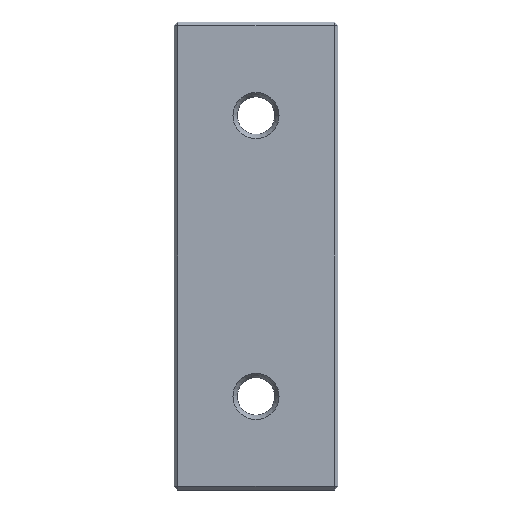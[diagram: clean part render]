
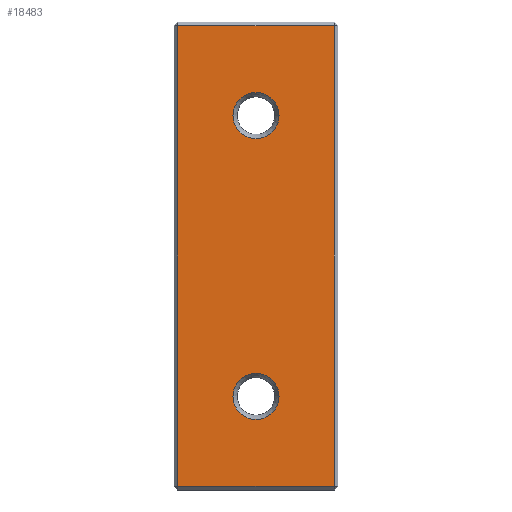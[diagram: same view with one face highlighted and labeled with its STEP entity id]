
A CAD part, front view. The second image highlights one B-rep face of the part: STEP entity #18483.
In plain terms, the highlighted planar face has unit normal (0, -1, 0).
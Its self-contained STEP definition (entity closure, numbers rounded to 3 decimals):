
#4485 = PLANE('',#4486);
#4486 = AXIS2_PLACEMENT_3D('',#4487,#4488,#4489);
#4487 = CARTESIAN_POINT('',(-3.5,0.075,0.075));
#4488 = DIRECTION('',(0.,0.707,0.707));
#4489 = DIRECTION('',(1.,0.,0.));
#4850 = PLANE('',#4851);
#4851 = AXIS2_PLACEMENT_3D('',#4852,#4853,#4854);
#4852 = CARTESIAN_POINT('',(-3.5,0.075,19.925));
#4853 = DIRECTION('',(0.,-0.707,0.707));
#4854 = DIRECTION('',(1.,0.,0.));
#5129 = VERTEX_POINT('',#5130);
#5130 = CARTESIAN_POINT('',(-3.35,0.,0.15));
#5151 = EDGE_CURVE('',#5129,#5152,#5154,.T.);
#5152 = VERTEX_POINT('',#5153);
#5153 = CARTESIAN_POINT('',(3.35,0.,0.15));
#5154 = SURFACE_CURVE('',#5155,(#5159,#5166),.PCURVE_S1.);
#5155 = LINE('',#5156,#5157);
#5156 = CARTESIAN_POINT('',(-3.5,0.,0.15));
#5157 = VECTOR('',#5158,1.);
#5158 = DIRECTION('',(1.,0.,0.));
#5159 = PCURVE('',#4485,#5160);
#5160 = DEFINITIONAL_REPRESENTATION('',(#5161),#5165);
#5161 = LINE('',#5162,#5163);
#5162 = CARTESIAN_POINT('',(0.,-0.106));
#5163 = VECTOR('',#5164,1.);
#5164 = DIRECTION('',(1.,0.));
#5165 = ( GEOMETRIC_REPRESENTATION_CONTEXT(2) 
PARAMETRIC_REPRESENTATION_CONTEXT() REPRESENTATION_CONTEXT('2D SPACE',''
  ) );
#5166 = PCURVE('',#5167,#5172);
#5167 = PLANE('',#5168);
#5168 = AXIS2_PLACEMENT_3D('',#5169,#5170,#5171);
#5169 = CARTESIAN_POINT('',(-3.5,0.,0.));
#5170 = DIRECTION('',(0.,1.,0.));
#5171 = DIRECTION('',(1.,0.,0.));
#5172 = DEFINITIONAL_REPRESENTATION('',(#5173),#5177);
#5173 = LINE('',#5174,#5175);
#5174 = CARTESIAN_POINT('',(0.,-0.15));
#5175 = VECTOR('',#5176,1.);
#5176 = DIRECTION('',(1.,0.));
#5177 = ( GEOMETRIC_REPRESENTATION_CONTEXT(2) 
PARAMETRIC_REPRESENTATION_CONTEXT() REPRESENTATION_CONTEXT('2D SPACE',''
  ) );
#5723 = VERTEX_POINT('',#5724);
#5724 = CARTESIAN_POINT('',(-3.35,0.,19.85));
#5745 = EDGE_CURVE('',#5723,#5746,#5748,.T.);
#5746 = VERTEX_POINT('',#5747);
#5747 = CARTESIAN_POINT('',(3.35,0.,19.85));
#5748 = SURFACE_CURVE('',#5749,(#5753,#5760),.PCURVE_S1.);
#5749 = LINE('',#5750,#5751);
#5750 = CARTESIAN_POINT('',(-3.5,0.,19.85));
#5751 = VECTOR('',#5752,1.);
#5752 = DIRECTION('',(1.,0.,0.));
#5753 = PCURVE('',#4850,#5754);
#5754 = DEFINITIONAL_REPRESENTATION('',(#5755),#5759);
#5755 = LINE('',#5756,#5757);
#5756 = CARTESIAN_POINT('',(0.,-0.106));
#5757 = VECTOR('',#5758,1.);
#5758 = DIRECTION('',(1.,0.));
#5759 = ( GEOMETRIC_REPRESENTATION_CONTEXT(2) 
PARAMETRIC_REPRESENTATION_CONTEXT() REPRESENTATION_CONTEXT('2D SPACE',''
  ) );
#5760 = PCURVE('',#5167,#5761);
#5761 = DEFINITIONAL_REPRESENTATION('',(#5762),#5766);
#5762 = LINE('',#5763,#5764);
#5763 = CARTESIAN_POINT('',(0.,-19.85));
#5764 = VECTOR('',#5765,1.);
#5765 = DIRECTION('',(1.,0.));
#5766 = ( GEOMETRIC_REPRESENTATION_CONTEXT(2) 
PARAMETRIC_REPRESENTATION_CONTEXT() REPRESENTATION_CONTEXT('2D SPACE',''
  ) );
#5939 = PLANE('',#5940);
#5940 = AXIS2_PLACEMENT_3D('',#5941,#5942,#5943);
#5941 = CARTESIAN_POINT('',(-3.425,0.075,0.));
#5942 = DIRECTION('',(0.707,0.707,0.
    ));
#5943 = DIRECTION('',(0.,0.,1.));
#18483 = ADVANCED_FACE('',(#18484,#18535,#18566),#5167,.F.);
#18484 = FACE_BOUND('',#18485,.F.);
#18485 = EDGE_LOOP('',(#18486,#18507,#18508,#18534));
#18486 = ORIENTED_EDGE('',*,*,#18487,.T.);
#18487 = EDGE_CURVE('',#5129,#5723,#18488,.T.);
#18488 = SURFACE_CURVE('',#18489,(#18493,#18500),.PCURVE_S1.);
#18489 = LINE('',#18490,#18491);
#18490 = CARTESIAN_POINT('',(-3.35,0.,0.));
#18491 = VECTOR('',#18492,1.);
#18492 = DIRECTION('',(0.,0.,1.));
#18493 = PCURVE('',#5167,#18494);
#18494 = DEFINITIONAL_REPRESENTATION('',(#18495),#18499);
#18495 = LINE('',#18496,#18497);
#18496 = CARTESIAN_POINT('',(0.15,0.));
#18497 = VECTOR('',#18498,1.);
#18498 = DIRECTION('',(0.,-1.));
#18499 = ( GEOMETRIC_REPRESENTATION_CONTEXT(2) 
PARAMETRIC_REPRESENTATION_CONTEXT() REPRESENTATION_CONTEXT('2D SPACE',''
  ) );
#18500 = PCURVE('',#5939,#18501);
#18501 = DEFINITIONAL_REPRESENTATION('',(#18502),#18506);
#18502 = LINE('',#18503,#18504);
#18503 = CARTESIAN_POINT('',(0.,0.106));
#18504 = VECTOR('',#18505,1.);
#18505 = DIRECTION('',(1.,0.));
#18506 = ( GEOMETRIC_REPRESENTATION_CONTEXT(2) 
PARAMETRIC_REPRESENTATION_CONTEXT() REPRESENTATION_CONTEXT('2D SPACE',''
  ) );
#18507 = ORIENTED_EDGE('',*,*,#5745,.T.);
#18508 = ORIENTED_EDGE('',*,*,#18509,.F.);
#18509 = EDGE_CURVE('',#5152,#5746,#18510,.T.);
#18510 = SURFACE_CURVE('',#18511,(#18515,#18522),.PCURVE_S1.);
#18511 = LINE('',#18512,#18513);
#18512 = CARTESIAN_POINT('',(3.35,0.,0.));
#18513 = VECTOR('',#18514,1.);
#18514 = DIRECTION('',(0.,0.,1.));
#18515 = PCURVE('',#5167,#18516);
#18516 = DEFINITIONAL_REPRESENTATION('',(#18517),#18521);
#18517 = LINE('',#18518,#18519);
#18518 = CARTESIAN_POINT('',(6.85,0.));
#18519 = VECTOR('',#18520,1.);
#18520 = DIRECTION('',(0.,-1.));
#18521 = ( GEOMETRIC_REPRESENTATION_CONTEXT(2) 
PARAMETRIC_REPRESENTATION_CONTEXT() REPRESENTATION_CONTEXT('2D SPACE',''
  ) );
#18522 = PCURVE('',#18523,#18528);
#18523 = PLANE('',#18524);
#18524 = AXIS2_PLACEMENT_3D('',#18525,#18526,#18527);
#18525 = CARTESIAN_POINT('',(3.425,0.075,0.));
#18526 = DIRECTION('',(0.707,-0.707,
    0.));
#18527 = DIRECTION('',(0.,0.,-1.));
#18528 = DEFINITIONAL_REPRESENTATION('',(#18529),#18533);
#18529 = LINE('',#18530,#18531);
#18530 = CARTESIAN_POINT('',(0.,-0.106));
#18531 = VECTOR('',#18532,1.);
#18532 = DIRECTION('',(-1.,0.));
#18533 = ( GEOMETRIC_REPRESENTATION_CONTEXT(2) 
PARAMETRIC_REPRESENTATION_CONTEXT() REPRESENTATION_CONTEXT('2D SPACE',''
  ) );
#18534 = ORIENTED_EDGE('',*,*,#5151,.F.);
#18535 = FACE_BOUND('',#18536,.F.);
#18536 = EDGE_LOOP('',(#18537));
#18537 = ORIENTED_EDGE('',*,*,#18538,.F.);
#18538 = EDGE_CURVE('',#18539,#18539,#18541,.T.);
#18539 = VERTEX_POINT('',#18540);
#18540 = CARTESIAN_POINT('',(-0.985,0.,16.));
#18541 = SURFACE_CURVE('',#18542,(#18547,#18554),.PCURVE_S1.);
#18542 = CIRCLE('',#18543,0.985);
#18543 = AXIS2_PLACEMENT_3D('',#18544,#18545,#18546);
#18544 = CARTESIAN_POINT('',(0.,0.,16.));
#18545 = DIRECTION('',(0.,1.,0.));
#18546 = DIRECTION('',(-1.,0.,0.));
#18547 = PCURVE('',#5167,#18548);
#18548 = DEFINITIONAL_REPRESENTATION('',(#18549),#18553);
#18549 = CIRCLE('',#18550,0.985);
#18550 = AXIS2_PLACEMENT_2D('',#18551,#18552);
#18551 = CARTESIAN_POINT('',(3.5,-16.));
#18552 = DIRECTION('',(-1.,0.));
#18553 = ( GEOMETRIC_REPRESENTATION_CONTEXT(2) 
PARAMETRIC_REPRESENTATION_CONTEXT() REPRESENTATION_CONTEXT('2D SPACE',''
  ) );
#18554 = PCURVE('',#18555,#18560);
#18555 = CONICAL_SURFACE('',#18556,0.985,0.524);
#18556 = AXIS2_PLACEMENT_3D('',#18557,#18558,#18559);
#18557 = CARTESIAN_POINT('',(0.,0.,16.));
#18558 = DIRECTION('',(0.,-1.,0.));
#18559 = DIRECTION('',(-1.,0.,0.));
#18560 = DEFINITIONAL_REPRESENTATION('',(#18561),#18565);
#18561 = LINE('',#18562,#18563);
#18562 = CARTESIAN_POINT('',(0.,0.));
#18563 = VECTOR('',#18564,1.);
#18564 = DIRECTION('',(-1.,0.));
#18565 = ( GEOMETRIC_REPRESENTATION_CONTEXT(2) 
PARAMETRIC_REPRESENTATION_CONTEXT() REPRESENTATION_CONTEXT('2D SPACE',''
  ) );
#18566 = FACE_BOUND('',#18567,.F.);
#18567 = EDGE_LOOP('',(#18568));
#18568 = ORIENTED_EDGE('',*,*,#18569,.F.);
#18569 = EDGE_CURVE('',#18570,#18570,#18572,.T.);
#18570 = VERTEX_POINT('',#18571);
#18571 = CARTESIAN_POINT('',(-0.985,0.,4.));
#18572 = SURFACE_CURVE('',#18573,(#18578,#18585),.PCURVE_S1.);
#18573 = CIRCLE('',#18574,0.985);
#18574 = AXIS2_PLACEMENT_3D('',#18575,#18576,#18577);
#18575 = CARTESIAN_POINT('',(0.,0.,4.));
#18576 = DIRECTION('',(0.,1.,0.));
#18577 = DIRECTION('',(-1.,0.,0.));
#18578 = PCURVE('',#5167,#18579);
#18579 = DEFINITIONAL_REPRESENTATION('',(#18580),#18584);
#18580 = CIRCLE('',#18581,0.985);
#18581 = AXIS2_PLACEMENT_2D('',#18582,#18583);
#18582 = CARTESIAN_POINT('',(3.5,-4.));
#18583 = DIRECTION('',(-1.,0.));
#18584 = ( GEOMETRIC_REPRESENTATION_CONTEXT(2) 
PARAMETRIC_REPRESENTATION_CONTEXT() REPRESENTATION_CONTEXT('2D SPACE',''
  ) );
#18585 = PCURVE('',#18586,#18591);
#18586 = CONICAL_SURFACE('',#18587,0.985,0.524);
#18587 = AXIS2_PLACEMENT_3D('',#18588,#18589,#18590);
#18588 = CARTESIAN_POINT('',(0.,0.,4.));
#18589 = DIRECTION('',(0.,-1.,0.));
#18590 = DIRECTION('',(-1.,0.,0.));
#18591 = DEFINITIONAL_REPRESENTATION('',(#18592),#18596);
#18592 = LINE('',#18593,#18594);
#18593 = CARTESIAN_POINT('',(0.,0.));
#18594 = VECTOR('',#18595,1.);
#18595 = DIRECTION('',(-1.,0.));
#18596 = ( GEOMETRIC_REPRESENTATION_CONTEXT(2) 
PARAMETRIC_REPRESENTATION_CONTEXT() REPRESENTATION_CONTEXT('2D SPACE',''
  ) );
